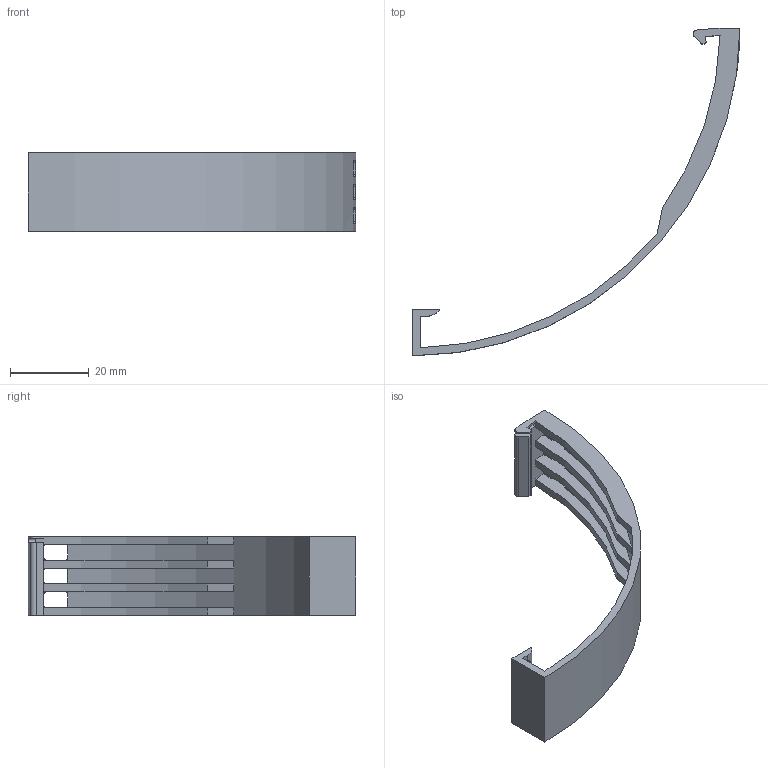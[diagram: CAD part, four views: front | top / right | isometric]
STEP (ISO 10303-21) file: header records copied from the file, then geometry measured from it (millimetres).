
FILE_DESCRIPTION(/* description */ (''),/* implementation_level */ '2;1');
FILE_NAME(/* name */ 'shim_tray_V4_print_Test.stp',/* time_stamp */ '2024-10-29T14:31:09-03:00',/* author */ ('Carla Fernandez'),/* organization */ (''),/* preprocessor_version */ 'ST-DEVELOPER v20',/* originating_system */ 'Autodesk Inventor 2024',/* authorisation */ '');
FILE_SCHEMA (('AUTOMOTIVE_DESIGN { 1 0 10303 214 3 1 1 }'));
Length unit declared in the file: millimetre
Products named in the file (1): shim_tray_V3
Bounding box: 83 x 83 x 20 mm (x, y, z)
Volume: 7067.1 mm3; surface area: 8062.4 mm2
Topology: 1 solids, 1 shells, 108 faces, 334 edges, 223 vertices
Faces by surface type: plane 61, cylinder 46, torus 1
Entity records: 4066 total; most frequent: CARTESIAN_POINT 980, ORIENTED_EDGE 668, DIRECTION 618, EDGE_CURVE 334, VERTEX_POINT 222, AXIS2_PLACEMENT_3D 209, LINE 200, VECTOR 200
